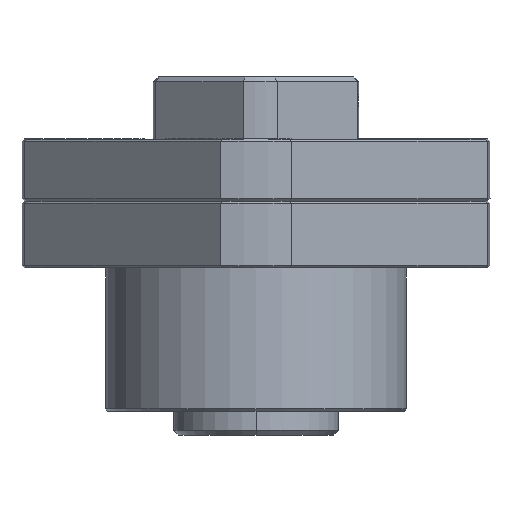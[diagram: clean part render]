
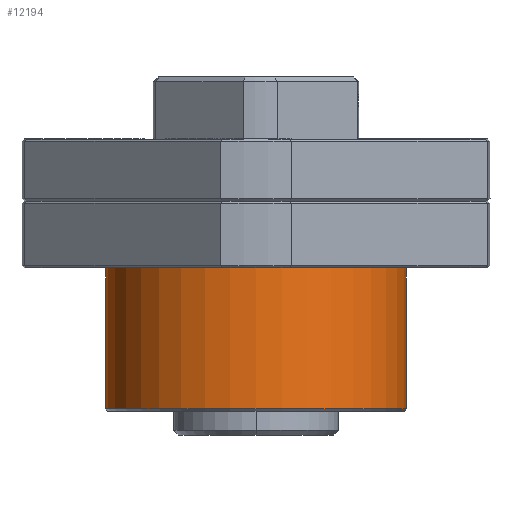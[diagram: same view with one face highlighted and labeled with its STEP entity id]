
A CAD part, front view. The second image highlights one B-rep face of the part: STEP entity #12194.
In plain terms, the highlighted cylindrical face has radius 31.5 mm (diameter 63 mm), a partial arc.
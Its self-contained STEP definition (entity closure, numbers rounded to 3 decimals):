
#163 = ORIENTED_EDGE ( 'NONE', *, *, #20723, .F. ) ;
#445 = DIRECTION ( 'NONE',  ( -1., 0., 0. ) ) ;
#654 = VERTEX_POINT ( 'NONE', #16023 ) ;
#1011 = CARTESIAN_POINT ( 'NONE',  ( -38.567, -1.945, 8. ) ) ;
#1991 = DIRECTION ( 'NONE',  ( 0., 0., -1. ) ) ;
#3555 = DIRECTION ( 'NONE',  ( 0., 0., 1. ) ) ;
#4604 = ORIENTED_EDGE ( 'NONE', *, *, #9519, .T. ) ;
#5641 = DIRECTION ( 'NONE',  ( -1., 0., 0. ) ) ;
#5929 = CIRCLE ( 'NONE', #26095, 31.5 ) ;
#6082 = CARTESIAN_POINT ( 'NONE',  ( -7.067, -1.945, -21.5 ) ) ;
#6492 = FACE_OUTER_BOUND ( 'NONE', #22315, .T. ) ;
#6988 = DIRECTION ( 'NONE',  ( 0., 0., -1. ) ) ;
#7233 = CIRCLE ( 'NONE', #16596, 31.5 ) ;
#9009 = LINE ( 'NONE', #1011, #13919 ) ;
#9519 = EDGE_CURVE ( 'NONE', #12839, #27178, #9009, .T. ) ;
#9611 = CARTESIAN_POINT ( 'NONE',  ( -38.567, -1.945, 8. ) ) ;
#10834 = EDGE_CURVE ( 'NONE', #23430, #27178, #7233, .T. ) ;
#11998 = CARTESIAN_POINT ( 'NONE',  ( 24.433, -1.945, 8. ) ) ;
#12194 = ADVANCED_FACE ( 'NONE', ( #6492 ), #24506, .T. ) ;
#12215 = AXIS2_PLACEMENT_3D ( 'NONE', #23221, #6988, #445 ) ;
#12839 = VERTEX_POINT ( 'NONE', #9611 ) ;
#13919 = VECTOR ( 'NONE', #15633, 1000. ) ;
#14085 = EDGE_CURVE ( 'NONE', #654, #23430, #15774, .T. ) ;
#15633 = DIRECTION ( 'NONE',  ( 0., 0., -1. ) ) ;
#15774 = LINE ( 'NONE', #11998, #19697 ) ;
#16023 = CARTESIAN_POINT ( 'NONE',  ( 24.433, -1.945, 8. ) ) ;
#16596 = AXIS2_PLACEMENT_3D ( 'NONE', #6082, #1991, #24838 ) ;
#18099 = CARTESIAN_POINT ( 'NONE',  ( -7.067, -1.945, 8. ) ) ;
#19697 = VECTOR ( 'NONE', #26683, 1000. ) ;
#20378 = CARTESIAN_POINT ( 'NONE',  ( -38.567, -1.945, -21.5 ) ) ;
#20723 = EDGE_CURVE ( 'NONE', #12839, #654, #5929, .T. ) ;
#22028 = ORIENTED_EDGE ( 'NONE', *, *, #14085, .F. ) ;
#22315 = EDGE_LOOP ( 'NONE', ( #22028, #163, #4604, #27032 ) ) ;
#23221 = CARTESIAN_POINT ( 'NONE',  ( -7.067, -1.945, 8. ) ) ;
#23430 = VERTEX_POINT ( 'NONE', #27121 ) ;
#24506 = CYLINDRICAL_SURFACE ( 'NONE', #12215, 31.5 ) ;
#24838 = DIRECTION ( 'NONE',  ( -1., 0., 0. ) ) ;
#26095 = AXIS2_PLACEMENT_3D ( 'NONE', #18099, #3555, #5641 ) ;
#26683 = DIRECTION ( 'NONE',  ( 0., 0., -1. ) ) ;
#27032 = ORIENTED_EDGE ( 'NONE', *, *, #10834, .F. ) ;
#27121 = CARTESIAN_POINT ( 'NONE',  ( 24.433, -1.945, -21.5 ) ) ;
#27178 = VERTEX_POINT ( 'NONE', #20378 ) ;
